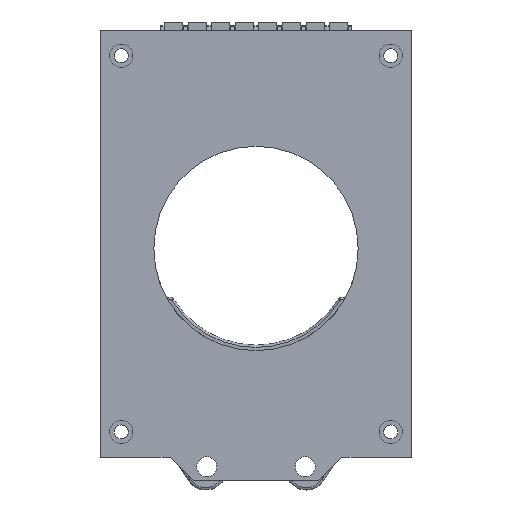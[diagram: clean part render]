
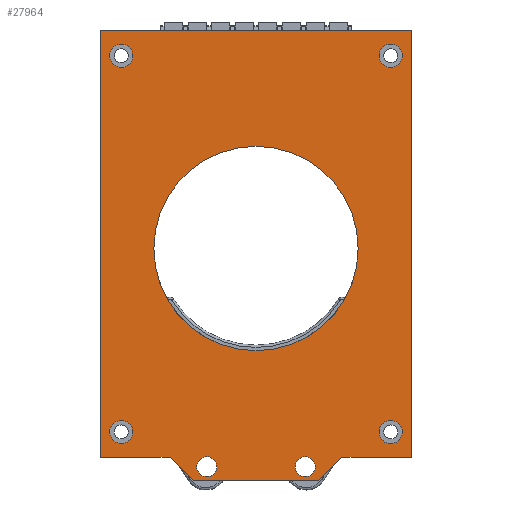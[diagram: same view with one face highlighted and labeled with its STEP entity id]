
A CAD part, front view. The second image highlights one B-rep face of the part: STEP entity #27964.
In plain terms, the highlighted planar face has unit normal (0, -1, 0).
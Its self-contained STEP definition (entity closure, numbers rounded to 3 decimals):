
#730=DIRECTION('',(-1.,0.,0.));
#731=VECTOR('',#730,15.);
#732=CARTESIAN_POINT('',(33.5,-1.5,-19.));
#733=LINE('',#732,#731);
#734=DIRECTION('',(0.707,0.,0.707));
#735=VECTOR('',#734,7.071);
#736=CARTESIAN_POINT('',(13.5,-1.5,-24.));
#737=LINE('',#736,#735);
#738=DIRECTION('',(1.,0.,0.));
#739=VECTOR('',#738,27.);
#740=CARTESIAN_POINT('',(-13.5,-1.5,-24.));
#741=LINE('',#740,#739);
#742=DIRECTION('',(0.707,0.,-0.707));
#743=VECTOR('',#742,7.071);
#744=CARTESIAN_POINT('',(-18.5,-1.5,-19.));
#745=LINE('',#744,#743);
#746=DIRECTION('',(-1.,0.,0.));
#747=VECTOR('',#746,15.);
#748=CARTESIAN_POINT('',(-18.5,-1.5,-19.));
#749=LINE('',#748,#747);
#750=DIRECTION('',(0.,0.,1.));
#751=VECTOR('',#750,92.);
#752=CARTESIAN_POINT('',(-33.5,-1.5,-19.));
#753=LINE('',#752,#751);
#754=DIRECTION('',(1.,0.,0.));
#755=VECTOR('',#754,67.);
#756=CARTESIAN_POINT('',(-33.5,-1.5,73.));
#757=LINE('',#756,#755);
#758=DIRECTION('',(0.,0.,-1.));
#759=VECTOR('',#758,92.);
#760=CARTESIAN_POINT('',(33.5,-1.5,73.));
#761=LINE('',#760,#759);
#762=CARTESIAN_POINT('',(0.,-1.5,26.));
#763=DIRECTION('',(0.,-1.,0.));
#764=DIRECTION('',(-1.,0.,0.));
#765=AXIS2_PLACEMENT_3D('',#762,#763,#764);
#767=CARTESIAN_POINT('',(0.,-1.5,26.));
#768=DIRECTION('',(0.,-1.,0.));
#769=DIRECTION('',(1.,0.,0.));
#770=AXIS2_PLACEMENT_3D('',#767,#768,#769);
#772=CARTESIAN_POINT('',(-29.,-1.5,-13.5));
#773=DIRECTION('',(0.,-1.,0.));
#774=DIRECTION('',(-1.,0.,0.));
#775=AXIS2_PLACEMENT_3D('',#772,#773,#774);
#777=CARTESIAN_POINT('',(-29.,-1.5,-13.5));
#778=DIRECTION('',(0.,-1.,0.));
#779=DIRECTION('',(1.,0.,0.));
#780=AXIS2_PLACEMENT_3D('',#777,#778,#779);
#782=CARTESIAN_POINT('',(-29.,-1.5,67.5));
#783=DIRECTION('',(0.,-1.,0.));
#784=DIRECTION('',(-1.,0.,0.));
#785=AXIS2_PLACEMENT_3D('',#782,#783,#784);
#787=CARTESIAN_POINT('',(-29.,-1.5,67.5));
#788=DIRECTION('',(0.,-1.,0.));
#789=DIRECTION('',(1.,0.,0.));
#790=AXIS2_PLACEMENT_3D('',#787,#788,#789);
#792=CARTESIAN_POINT('',(29.,-1.5,-13.5));
#793=DIRECTION('',(0.,-1.,0.));
#794=DIRECTION('',(-1.,0.,0.));
#795=AXIS2_PLACEMENT_3D('',#792,#793,#794);
#797=CARTESIAN_POINT('',(29.,-1.5,-13.5));
#798=DIRECTION('',(0.,-1.,0.));
#799=DIRECTION('',(1.,0.,0.));
#800=AXIS2_PLACEMENT_3D('',#797,#798,#799);
#802=CARTESIAN_POINT('',(29.,-1.5,67.5));
#803=DIRECTION('',(0.,-1.,0.));
#804=DIRECTION('',(-1.,0.,0.));
#805=AXIS2_PLACEMENT_3D('',#802,#803,#804);
#807=CARTESIAN_POINT('',(29.,-1.5,67.5));
#808=DIRECTION('',(0.,-1.,0.));
#809=DIRECTION('',(1.,0.,0.));
#810=AXIS2_PLACEMENT_3D('',#807,#808,#809);
#812=CARTESIAN_POINT('',(10.6,-1.5,-21.));
#813=DIRECTION('',(0.,1.,0.));
#814=DIRECTION('',(-1.,0.,0.));
#815=AXIS2_PLACEMENT_3D('',#812,#813,#814);
#817=CARTESIAN_POINT('',(10.6,-1.5,-21.));
#818=DIRECTION('',(0.,1.,0.));
#819=DIRECTION('',(1.,0.,0.));
#820=AXIS2_PLACEMENT_3D('',#817,#818,#819);
#822=CARTESIAN_POINT('',(-10.6,-1.5,-21.));
#823=DIRECTION('',(0.,1.,0.));
#824=DIRECTION('',(-1.,0.,0.));
#825=AXIS2_PLACEMENT_3D('',#822,#823,#824);
#827=CARTESIAN_POINT('',(-10.6,-1.5,-21.));
#828=DIRECTION('',(0.,1.,0.));
#829=DIRECTION('',(1.,0.,0.));
#830=AXIS2_PLACEMENT_3D('',#827,#828,#829);
#21228=CARTESIAN_POINT('',(-33.5,-1.5,-19.));
#21230=VERTEX_POINT('',#21228);
#21232=CARTESIAN_POINT('',(33.5,-1.5,-19.));
#21234=VERTEX_POINT('',#21232);
#21428=CARTESIAN_POINT('',(22.,-1.5,26.));
#21429=VERTEX_POINT('',#21428);
#21430=CARTESIAN_POINT('',(-22.,-1.5,26.));
#21431=VERTEX_POINT('',#21430);
#21432=CARTESIAN_POINT('',(33.5,-1.5,73.));
#21433=VERTEX_POINT('',#21432);
#21434=CARTESIAN_POINT('',(-33.5,-1.5,73.));
#21435=VERTEX_POINT('',#21434);
#21436=CARTESIAN_POINT('',(-31.5,-1.5,-13.5));
#21437=CARTESIAN_POINT('',(-26.5,-1.5,-13.5));
#21438=VERTEX_POINT('',#21436);
#21439=VERTEX_POINT('',#21437);
#21440=CARTESIAN_POINT('',(-31.5,-1.5,67.5));
#21441=CARTESIAN_POINT('',(-26.5,-1.5,67.5));
#21442=VERTEX_POINT('',#21440);
#21443=VERTEX_POINT('',#21441);
#21444=CARTESIAN_POINT('',(26.5,-1.5,-13.5));
#21445=CARTESIAN_POINT('',(31.5,-1.5,-13.5));
#21446=VERTEX_POINT('',#21444);
#21447=VERTEX_POINT('',#21445);
#21448=CARTESIAN_POINT('',(26.5,-1.5,67.5));
#21449=CARTESIAN_POINT('',(31.5,-1.5,67.5));
#21450=VERTEX_POINT('',#21448);
#21451=VERTEX_POINT('',#21449);
#21500=CARTESIAN_POINT('',(-13.5,-1.5,-24.));
#21501=CARTESIAN_POINT('',(13.5,-1.5,-24.));
#21502=VERTEX_POINT('',#21500);
#21503=VERTEX_POINT('',#21501);
#21517=CARTESIAN_POINT('',(-18.5,-1.5,-19.));
#21519=VERTEX_POINT('',#21517);
#21521=CARTESIAN_POINT('',(18.5,-1.5,-19.));
#21523=VERTEX_POINT('',#21521);
#21560=CARTESIAN_POINT('',(8.45,-1.5,-21.));
#21561=CARTESIAN_POINT('',(12.75,-1.5,-21.));
#21562=VERTEX_POINT('',#21560);
#21563=VERTEX_POINT('',#21561);
#21564=CARTESIAN_POINT('',(-12.75,-1.5,-21.));
#21565=CARTESIAN_POINT('',(-8.45,-1.5,-21.));
#21566=VERTEX_POINT('',#21564);
#21567=VERTEX_POINT('',#21565);
#27901=CARTESIAN_POINT('',(0.,-1.5,0.));
#27902=DIRECTION('',(0.,-1.,0.));
#27903=DIRECTION('',(-1.,0.,0.));
#27904=AXIS2_PLACEMENT_3D('',#27901,#27902,#27903);
#27905=PLANE('',#27904);
#27907=ORIENTED_EDGE('',*,*,#27906,.T.);
#27909=ORIENTED_EDGE('',*,*,#27908,.F.);
#27910=ORIENTED_EDGE('',*,*,#27884,.F.);
#27911=ORIENTED_EDGE('',*,*,#27374,.F.);
#27913=ORIENTED_EDGE('',*,*,#27912,.T.);
#27915=ORIENTED_EDGE('',*,*,#27914,.T.);
#27917=ORIENTED_EDGE('',*,*,#27916,.T.);
#27919=ORIENTED_EDGE('',*,*,#27918,.T.);
#27920=EDGE_LOOP('',(#27907,#27909,#27910,#27911,#27913,#27915,#27917,#27919));
#27921=FACE_OUTER_BOUND('',#27920,.F.);
#27923=ORIENTED_EDGE('',*,*,#27922,.T.);
#27925=ORIENTED_EDGE('',*,*,#27924,.T.);
#27926=EDGE_LOOP('',(#27923,#27925));
#27927=FACE_BOUND('',#27926,.F.);
#27929=ORIENTED_EDGE('',*,*,#27928,.T.);
#27931=ORIENTED_EDGE('',*,*,#27930,.T.);
#27932=EDGE_LOOP('',(#27929,#27931));
#27933=FACE_BOUND('',#27932,.F.);
#27935=ORIENTED_EDGE('',*,*,#27934,.T.);
#27937=ORIENTED_EDGE('',*,*,#27936,.T.);
#27938=EDGE_LOOP('',(#27935,#27937));
#27939=FACE_BOUND('',#27938,.F.);
#27941=ORIENTED_EDGE('',*,*,#27940,.T.);
#27943=ORIENTED_EDGE('',*,*,#27942,.T.);
#27944=EDGE_LOOP('',(#27941,#27943));
#27945=FACE_BOUND('',#27944,.F.);
#27947=ORIENTED_EDGE('',*,*,#27946,.T.);
#27949=ORIENTED_EDGE('',*,*,#27948,.T.);
#27950=EDGE_LOOP('',(#27947,#27949));
#27951=FACE_BOUND('',#27950,.F.);
#27953=ORIENTED_EDGE('',*,*,#27952,.F.);
#27955=ORIENTED_EDGE('',*,*,#27954,.F.);
#27956=EDGE_LOOP('',(#27953,#27955));
#27957=FACE_BOUND('',#27956,.F.);
#27959=ORIENTED_EDGE('',*,*,#27958,.F.);
#27961=ORIENTED_EDGE('',*,*,#27960,.F.);
#27962=EDGE_LOOP('',(#27959,#27961));
#27963=FACE_BOUND('',#27962,.F.);
#27964=ADVANCED_FACE('',(#27921,#27927,#27933,#27939,#27945,#27951,#27957,
#27963),#27905,.T.);
#766=CIRCLE('',#765,22.);
#771=CIRCLE('',#770,22.);
#776=CIRCLE('',#775,2.5);
#781=CIRCLE('',#780,2.5);
#786=CIRCLE('',#785,2.5);
#791=CIRCLE('',#790,2.5);
#796=CIRCLE('',#795,2.5);
#801=CIRCLE('',#800,2.5);
#806=CIRCLE('',#805,2.5);
#811=CIRCLE('',#810,2.5);
#816=CIRCLE('',#815,2.15);
#821=CIRCLE('',#820,2.15);
#826=CIRCLE('',#825,2.15);
#831=CIRCLE('',#830,2.15);
#27374=EDGE_CURVE('',#21519,#21502,#745,.T.);
#27884=EDGE_CURVE('',#21502,#21503,#741,.T.);
#27906=EDGE_CURVE('',#21234,#21523,#733,.T.);
#27908=EDGE_CURVE('',#21503,#21523,#737,.T.);
#27912=EDGE_CURVE('',#21519,#21230,#749,.T.);
#27914=EDGE_CURVE('',#21230,#21435,#753,.T.);
#27916=EDGE_CURVE('',#21435,#21433,#757,.T.);
#27918=EDGE_CURVE('',#21433,#21234,#761,.T.);
#27922=EDGE_CURVE('',#21431,#21429,#766,.T.);
#27924=EDGE_CURVE('',#21429,#21431,#771,.T.);
#27928=EDGE_CURVE('',#21438,#21439,#776,.T.);
#27930=EDGE_CURVE('',#21439,#21438,#781,.T.);
#27934=EDGE_CURVE('',#21442,#21443,#786,.T.);
#27936=EDGE_CURVE('',#21443,#21442,#791,.T.);
#27940=EDGE_CURVE('',#21446,#21447,#796,.T.);
#27942=EDGE_CURVE('',#21447,#21446,#801,.T.);
#27946=EDGE_CURVE('',#21450,#21451,#806,.T.);
#27948=EDGE_CURVE('',#21451,#21450,#811,.T.);
#27952=EDGE_CURVE('',#21562,#21563,#816,.T.);
#27954=EDGE_CURVE('',#21563,#21562,#821,.T.);
#27958=EDGE_CURVE('',#21566,#21567,#826,.T.);
#27960=EDGE_CURVE('',#21567,#21566,#831,.T.);
